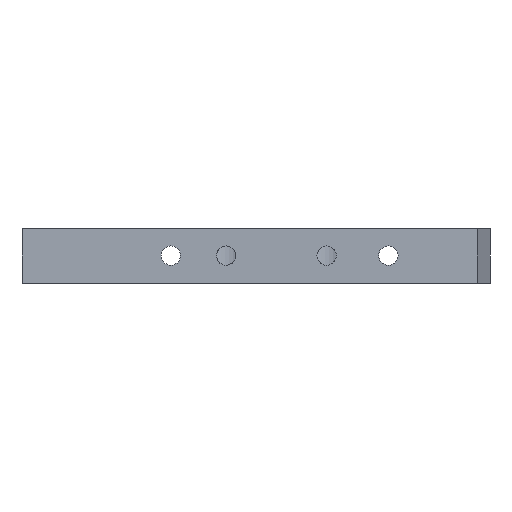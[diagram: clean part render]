
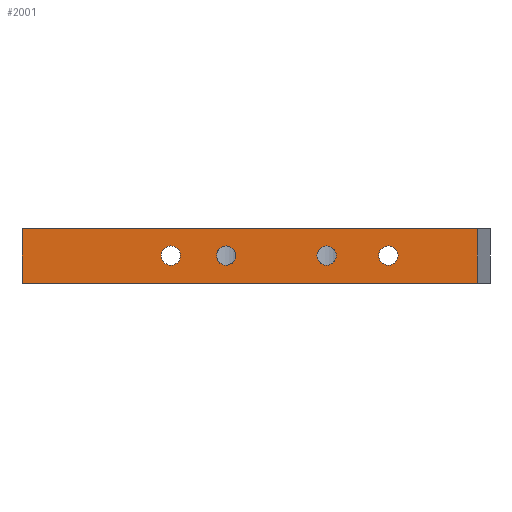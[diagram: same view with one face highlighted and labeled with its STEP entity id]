
A CAD part, front view. The second image highlights one B-rep face of the part: STEP entity #2001.
In plain terms, the highlighted planar face has unit normal (0, -1, 0).
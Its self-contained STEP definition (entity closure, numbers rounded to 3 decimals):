
#32 = PLANE('',#33);
#33 = AXIS2_PLACEMENT_3D('',#34,#35,#36);
#34 = CARTESIAN_POINT('',(29.956,17.151,0.));
#35 = DIRECTION('',(-0.,-0.,-1.));
#36 = DIRECTION('',(-1.,0.,0.));
#350 = VERTEX_POINT('',#351);
#351 = CARTESIAN_POINT('',(56.4,0.,0.));
#365 = PLANE('',#366);
#366 = AXIS2_PLACEMENT_3D('',#367,#368,#369);
#367 = CARTESIAN_POINT('',(58.,6.1,0.));
#368 = DIRECTION('',(0.967,-0.254,0.));
#369 = DIRECTION('',(-0.254,-0.967,0.));
#377 = EDGE_CURVE('',#350,#378,#380,.T.);
#378 = VERTEX_POINT('',#379);
#379 = CARTESIAN_POINT('',(0.,0.,0.));
#380 = SURFACE_CURVE('',#381,(#385,#392),.PCURVE_S1.);
#381 = LINE('',#382,#383);
#382 = CARTESIAN_POINT('',(56.4,0.,0.));
#383 = VECTOR('',#384,1.);
#384 = DIRECTION('',(-1.,0.,0.));
#385 = PCURVE('',#32,#386);
#386 = DEFINITIONAL_REPRESENTATION('',(#387),#391);
#387 = LINE('',#388,#389);
#388 = CARTESIAN_POINT('',(-26.444,-17.151));
#389 = VECTOR('',#390,1.);
#390 = DIRECTION('',(1.,0.));
#391 = ( GEOMETRIC_REPRESENTATION_CONTEXT(2) 
PARAMETRIC_REPRESENTATION_CONTEXT() REPRESENTATION_CONTEXT('2D SPACE',''
  ) );
#392 = PCURVE('',#393,#398);
#393 = PLANE('',#394);
#394 = AXIS2_PLACEMENT_3D('',#395,#396,#397);
#395 = CARTESIAN_POINT('',(56.4,0.,0.));
#396 = DIRECTION('',(0.,-1.,0.));
#397 = DIRECTION('',(-1.,0.,0.));
#398 = DEFINITIONAL_REPRESENTATION('',(#399),#403);
#399 = LINE('',#400,#401);
#400 = CARTESIAN_POINT('',(0.,-0.));
#401 = VECTOR('',#402,1.);
#402 = DIRECTION('',(1.,0.));
#403 = ( GEOMETRIC_REPRESENTATION_CONTEXT(2) 
PARAMETRIC_REPRESENTATION_CONTEXT() REPRESENTATION_CONTEXT('2D SPACE',''
  ) );
#421 = PLANE('',#422);
#422 = AXIS2_PLACEMENT_3D('',#423,#424,#425);
#423 = CARTESIAN_POINT('',(0.,0.,0.));
#424 = DIRECTION('',(-0.89,0.456,0.));
#425 = DIRECTION('',(0.456,0.89,0.));
#1422 = PLANE('',#1423);
#1423 = AXIS2_PLACEMENT_3D('',#1424,#1425,#1426);
#1424 = CARTESIAN_POINT('',(29.956,17.151,6.75));
#1425 = DIRECTION('',(-0.,-0.,-1.));
#1426 = DIRECTION('',(-1.,0.,0.));
#1907 = EDGE_CURVE('',#378,#1908,#1910,.T.);
#1908 = VERTEX_POINT('',#1909);
#1909 = CARTESIAN_POINT('',(0.,0.,6.75));
#1910 = SURFACE_CURVE('',#1911,(#1915,#1922),.PCURVE_S1.);
#1911 = LINE('',#1912,#1913);
#1912 = CARTESIAN_POINT('',(0.,0.,0.));
#1913 = VECTOR('',#1914,1.);
#1914 = DIRECTION('',(0.,0.,1.));
#1915 = PCURVE('',#421,#1916);
#1916 = DEFINITIONAL_REPRESENTATION('',(#1917),#1921);
#1917 = LINE('',#1918,#1919);
#1918 = CARTESIAN_POINT('',(0.,0.));
#1919 = VECTOR('',#1920,1.);
#1920 = DIRECTION('',(0.,-1.));
#1921 = ( GEOMETRIC_REPRESENTATION_CONTEXT(2) 
PARAMETRIC_REPRESENTATION_CONTEXT() REPRESENTATION_CONTEXT('2D SPACE',''
  ) );
#1922 = PCURVE('',#393,#1923);
#1923 = DEFINITIONAL_REPRESENTATION('',(#1924),#1928);
#1924 = LINE('',#1925,#1926);
#1925 = CARTESIAN_POINT('',(56.4,0.));
#1926 = VECTOR('',#1927,1.);
#1927 = DIRECTION('',(0.,-1.));
#1928 = ( GEOMETRIC_REPRESENTATION_CONTEXT(2) 
PARAMETRIC_REPRESENTATION_CONTEXT() REPRESENTATION_CONTEXT('2D SPACE',''
  ) );
#2001 = ADVANCED_FACE('',(#2002,#2050,#2081,#2112,#2143),#393,.T.);
#2002 = FACE_BOUND('',#2003,.T.);
#2003 = EDGE_LOOP('',(#2004,#2027,#2048,#2049));
#2004 = ORIENTED_EDGE('',*,*,#2005,.T.);
#2005 = EDGE_CURVE('',#350,#2006,#2008,.T.);
#2006 = VERTEX_POINT('',#2007);
#2007 = CARTESIAN_POINT('',(56.4,0.,6.75));
#2008 = SURFACE_CURVE('',#2009,(#2013,#2020),.PCURVE_S1.);
#2009 = LINE('',#2010,#2011);
#2010 = CARTESIAN_POINT('',(56.4,0.,0.));
#2011 = VECTOR('',#2012,1.);
#2012 = DIRECTION('',(0.,0.,1.));
#2013 = PCURVE('',#393,#2014);
#2014 = DEFINITIONAL_REPRESENTATION('',(#2015),#2019);
#2015 = LINE('',#2016,#2017);
#2016 = CARTESIAN_POINT('',(0.,-0.));
#2017 = VECTOR('',#2018,1.);
#2018 = DIRECTION('',(0.,-1.));
#2019 = ( GEOMETRIC_REPRESENTATION_CONTEXT(2) 
PARAMETRIC_REPRESENTATION_CONTEXT() REPRESENTATION_CONTEXT('2D SPACE',''
  ) );
#2020 = PCURVE('',#365,#2021);
#2021 = DEFINITIONAL_REPRESENTATION('',(#2022),#2026);
#2022 = LINE('',#2023,#2024);
#2023 = CARTESIAN_POINT('',(6.306,0.));
#2024 = VECTOR('',#2025,1.);
#2025 = DIRECTION('',(0.,-1.));
#2026 = ( GEOMETRIC_REPRESENTATION_CONTEXT(2) 
PARAMETRIC_REPRESENTATION_CONTEXT() REPRESENTATION_CONTEXT('2D SPACE',''
  ) );
#2027 = ORIENTED_EDGE('',*,*,#2028,.T.);
#2028 = EDGE_CURVE('',#2006,#1908,#2029,.T.);
#2029 = SURFACE_CURVE('',#2030,(#2034,#2041),.PCURVE_S1.);
#2030 = LINE('',#2031,#2032);
#2031 = CARTESIAN_POINT('',(56.4,0.,6.75));
#2032 = VECTOR('',#2033,1.);
#2033 = DIRECTION('',(-1.,0.,0.));
#2034 = PCURVE('',#393,#2035);
#2035 = DEFINITIONAL_REPRESENTATION('',(#2036),#2040);
#2036 = LINE('',#2037,#2038);
#2037 = CARTESIAN_POINT('',(0.,-6.75));
#2038 = VECTOR('',#2039,1.);
#2039 = DIRECTION('',(1.,0.));
#2040 = ( GEOMETRIC_REPRESENTATION_CONTEXT(2) 
PARAMETRIC_REPRESENTATION_CONTEXT() REPRESENTATION_CONTEXT('2D SPACE',''
  ) );
#2041 = PCURVE('',#1422,#2042);
#2042 = DEFINITIONAL_REPRESENTATION('',(#2043),#2047);
#2043 = LINE('',#2044,#2045);
#2044 = CARTESIAN_POINT('',(-26.444,-17.151));
#2045 = VECTOR('',#2046,1.);
#2046 = DIRECTION('',(1.,0.));
#2047 = ( GEOMETRIC_REPRESENTATION_CONTEXT(2) 
PARAMETRIC_REPRESENTATION_CONTEXT() REPRESENTATION_CONTEXT('2D SPACE',''
  ) );
#2048 = ORIENTED_EDGE('',*,*,#1907,.F.);
#2049 = ORIENTED_EDGE('',*,*,#377,.F.);
#2050 = FACE_BOUND('',#2051,.T.);
#2051 = EDGE_LOOP('',(#2052));
#2052 = ORIENTED_EDGE('',*,*,#2053,.F.);
#2053 = EDGE_CURVE('',#2054,#2054,#2056,.T.);
#2054 = VERTEX_POINT('',#2055);
#2055 = CARTESIAN_POINT('',(26.5,0.,3.425));
#2056 = SURFACE_CURVE('',#2057,(#2062,#2069),.PCURVE_S1.);
#2057 = CIRCLE('',#2058,1.2);
#2058 = AXIS2_PLACEMENT_3D('',#2059,#2060,#2061);
#2059 = CARTESIAN_POINT('',(25.3,0.,3.425));
#2060 = DIRECTION('',(0.,-1.,0.));
#2061 = DIRECTION('',(1.,0.,0.));
#2062 = PCURVE('',#393,#2063);
#2063 = DEFINITIONAL_REPRESENTATION('',(#2064),#2068);
#2064 = CIRCLE('',#2065,1.2);
#2065 = AXIS2_PLACEMENT_2D('',#2066,#2067);
#2066 = CARTESIAN_POINT('',(31.1,-3.425));
#2067 = DIRECTION('',(-1.,-0.));
#2068 = ( GEOMETRIC_REPRESENTATION_CONTEXT(2) 
PARAMETRIC_REPRESENTATION_CONTEXT() REPRESENTATION_CONTEXT('2D SPACE',''
  ) );
#2069 = PCURVE('',#2070,#2075);
#2070 = CYLINDRICAL_SURFACE('',#2071,1.2);
#2071 = AXIS2_PLACEMENT_3D('',#2072,#2073,#2074);
#2072 = CARTESIAN_POINT('',(25.3,0.,3.425));
#2073 = DIRECTION('',(0.,-1.,0.));
#2074 = DIRECTION('',(1.,0.,0.));
#2075 = DEFINITIONAL_REPRESENTATION('',(#2076),#2080);
#2076 = LINE('',#2077,#2078);
#2077 = CARTESIAN_POINT('',(0.,0.));
#2078 = VECTOR('',#2079,1.);
#2079 = DIRECTION('',(1.,0.));
#2080 = ( GEOMETRIC_REPRESENTATION_CONTEXT(2) 
PARAMETRIC_REPRESENTATION_CONTEXT() REPRESENTATION_CONTEXT('2D SPACE',''
  ) );
#2081 = FACE_BOUND('',#2082,.T.);
#2082 = EDGE_LOOP('',(#2083));
#2083 = ORIENTED_EDGE('',*,*,#2084,.F.);
#2084 = EDGE_CURVE('',#2085,#2085,#2087,.T.);
#2085 = VERTEX_POINT('',#2086);
#2086 = CARTESIAN_POINT('',(19.65,0.,3.425));
#2087 = SURFACE_CURVE('',#2088,(#2093,#2100),.PCURVE_S1.);
#2088 = CIRCLE('',#2089,1.2);
#2089 = AXIS2_PLACEMENT_3D('',#2090,#2091,#2092);
#2090 = CARTESIAN_POINT('',(18.45,0.,3.425));
#2091 = DIRECTION('',(0.,-1.,0.));
#2092 = DIRECTION('',(1.,0.,0.));
#2093 = PCURVE('',#393,#2094);
#2094 = DEFINITIONAL_REPRESENTATION('',(#2095),#2099);
#2095 = CIRCLE('',#2096,1.2);
#2096 = AXIS2_PLACEMENT_2D('',#2097,#2098);
#2097 = CARTESIAN_POINT('',(37.95,-3.425));
#2098 = DIRECTION('',(-1.,-0.));
#2099 = ( GEOMETRIC_REPRESENTATION_CONTEXT(2) 
PARAMETRIC_REPRESENTATION_CONTEXT() REPRESENTATION_CONTEXT('2D SPACE',''
  ) );
#2100 = PCURVE('',#2101,#2106);
#2101 = CYLINDRICAL_SURFACE('',#2102,1.2);
#2102 = AXIS2_PLACEMENT_3D('',#2103,#2104,#2105);
#2103 = CARTESIAN_POINT('',(18.45,0.,3.425));
#2104 = DIRECTION('',(0.,-1.,0.));
#2105 = DIRECTION('',(1.,0.,0.));
#2106 = DEFINITIONAL_REPRESENTATION('',(#2107),#2111);
#2107 = LINE('',#2108,#2109);
#2108 = CARTESIAN_POINT('',(0.,0.));
#2109 = VECTOR('',#2110,1.);
#2110 = DIRECTION('',(1.,0.));
#2111 = ( GEOMETRIC_REPRESENTATION_CONTEXT(2) 
PARAMETRIC_REPRESENTATION_CONTEXT() REPRESENTATION_CONTEXT('2D SPACE',''
  ) );
#2112 = FACE_BOUND('',#2113,.T.);
#2113 = EDGE_LOOP('',(#2114));
#2114 = ORIENTED_EDGE('',*,*,#2115,.F.);
#2115 = EDGE_CURVE('',#2116,#2116,#2118,.T.);
#2116 = VERTEX_POINT('',#2117);
#2117 = CARTESIAN_POINT('',(38.95,0.,3.425));
#2118 = SURFACE_CURVE('',#2119,(#2124,#2131),.PCURVE_S1.);
#2119 = CIRCLE('',#2120,1.2);
#2120 = AXIS2_PLACEMENT_3D('',#2121,#2122,#2123);
#2121 = CARTESIAN_POINT('',(37.75,0.,3.425));
#2122 = DIRECTION('',(0.,-1.,0.));
#2123 = DIRECTION('',(1.,0.,0.));
#2124 = PCURVE('',#393,#2125);
#2125 = DEFINITIONAL_REPRESENTATION('',(#2126),#2130);
#2126 = CIRCLE('',#2127,1.2);
#2127 = AXIS2_PLACEMENT_2D('',#2128,#2129);
#2128 = CARTESIAN_POINT('',(18.65,-3.425));
#2129 = DIRECTION('',(-1.,-0.));
#2130 = ( GEOMETRIC_REPRESENTATION_CONTEXT(2) 
PARAMETRIC_REPRESENTATION_CONTEXT() REPRESENTATION_CONTEXT('2D SPACE',''
  ) );
#2131 = PCURVE('',#2132,#2137);
#2132 = CYLINDRICAL_SURFACE('',#2133,1.2);
#2133 = AXIS2_PLACEMENT_3D('',#2134,#2135,#2136);
#2134 = CARTESIAN_POINT('',(37.75,0.,3.425));
#2135 = DIRECTION('',(0.,-1.,0.));
#2136 = DIRECTION('',(1.,0.,0.));
#2137 = DEFINITIONAL_REPRESENTATION('',(#2138),#2142);
#2138 = LINE('',#2139,#2140);
#2139 = CARTESIAN_POINT('',(0.,0.));
#2140 = VECTOR('',#2141,1.);
#2141 = DIRECTION('',(1.,0.));
#2142 = ( GEOMETRIC_REPRESENTATION_CONTEXT(2) 
PARAMETRIC_REPRESENTATION_CONTEXT() REPRESENTATION_CONTEXT('2D SPACE',''
  ) );
#2143 = FACE_BOUND('',#2144,.T.);
#2144 = EDGE_LOOP('',(#2145));
#2145 = ORIENTED_EDGE('',*,*,#2146,.F.);
#2146 = EDGE_CURVE('',#2147,#2147,#2149,.T.);
#2147 = VERTEX_POINT('',#2148);
#2148 = CARTESIAN_POINT('',(46.6,0.,3.425));
#2149 = SURFACE_CURVE('',#2150,(#2155,#2162),.PCURVE_S1.);
#2150 = CIRCLE('',#2151,1.2);
#2151 = AXIS2_PLACEMENT_3D('',#2152,#2153,#2154);
#2152 = CARTESIAN_POINT('',(45.4,0.,3.425));
#2153 = DIRECTION('',(0.,-1.,0.));
#2154 = DIRECTION('',(1.,0.,0.));
#2155 = PCURVE('',#393,#2156);
#2156 = DEFINITIONAL_REPRESENTATION('',(#2157),#2161);
#2157 = CIRCLE('',#2158,1.2);
#2158 = AXIS2_PLACEMENT_2D('',#2159,#2160);
#2159 = CARTESIAN_POINT('',(11.,-3.425));
#2160 = DIRECTION('',(-1.,-0.));
#2161 = ( GEOMETRIC_REPRESENTATION_CONTEXT(2) 
PARAMETRIC_REPRESENTATION_CONTEXT() REPRESENTATION_CONTEXT('2D SPACE',''
  ) );
#2162 = PCURVE('',#2163,#2168);
#2163 = CYLINDRICAL_SURFACE('',#2164,1.2);
#2164 = AXIS2_PLACEMENT_3D('',#2165,#2166,#2167);
#2165 = CARTESIAN_POINT('',(45.4,0.,3.425));
#2166 = DIRECTION('',(0.,-1.,0.));
#2167 = DIRECTION('',(1.,0.,0.));
#2168 = DEFINITIONAL_REPRESENTATION('',(#2169),#2173);
#2169 = LINE('',#2170,#2171);
#2170 = CARTESIAN_POINT('',(0.,0.));
#2171 = VECTOR('',#2172,1.);
#2172 = DIRECTION('',(1.,0.));
#2173 = ( GEOMETRIC_REPRESENTATION_CONTEXT(2) 
PARAMETRIC_REPRESENTATION_CONTEXT() REPRESENTATION_CONTEXT('2D SPACE',''
  ) );
